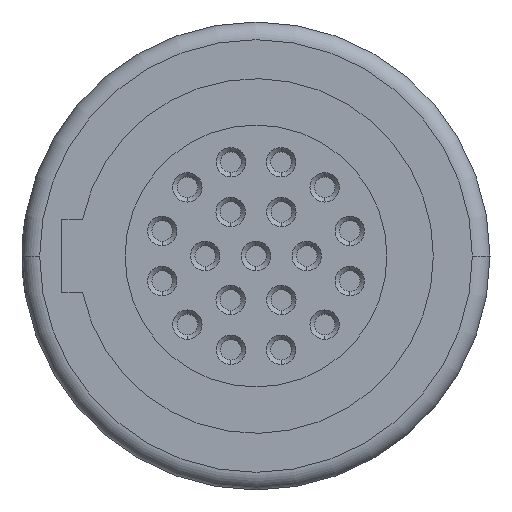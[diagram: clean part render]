
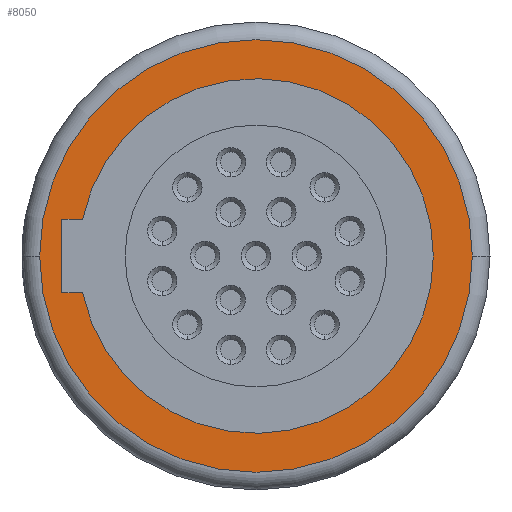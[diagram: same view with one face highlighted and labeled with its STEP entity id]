
A CAD part, left-side view. The second image highlights one B-rep face of the part: STEP entity #8050.
In plain terms, the highlighted planar face has unit normal (-1, 0, 0).
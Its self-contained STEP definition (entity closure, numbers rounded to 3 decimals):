
#87=CARTESIAN_POINT('',(-13.,0.,0.));
#88=DIRECTION('',(1.,0.,0.));
#89=DIRECTION('',(0.,0.978,0.207));
#90=AXIS2_PLACEMENT_3D('',#87,#88,#89);
#117=CARTESIAN_POINT('',(-13.,0.,0.));
#118=DIRECTION('',(-1.,0.,0.));
#119=DIRECTION('',(0.,-1.,0.));
#120=AXIS2_PLACEMENT_3D('',#117,#118,#119);
#125=CARTESIAN_POINT('',(-13.,0.,0.));
#126=DIRECTION('',(-1.,0.,0.));
#127=DIRECTION('',(0.,1.,0.));
#128=AXIS2_PLACEMENT_3D('',#125,#126,#127);
#133=DIRECTION('',(0.,1.,0.));
#134=VECTOR('',#133,0.706);
#135=CARTESIAN_POINT('',(-13.,5.894,-1.25));
#136=LINE('',#135,#134);
#140=DIRECTION('',(0.,-1.,0.));
#141=VECTOR('',#140,0.706);
#142=CARTESIAN_POINT('',(-13.,6.6,1.25));
#143=LINE('',#142,#141);
#147=DIRECTION('',(0.,0.,1.));
#148=VECTOR('',#147,2.5);
#149=CARTESIAN_POINT('',(-13.,6.6,-1.25));
#150=LINE('',#149,#148);
#7035=CARTESIAN_POINT('',(-13.,6.6,-1.25));
#7036=VERTEX_POINT('',#7035);
#7037=CARTESIAN_POINT('',(-13.,6.6,1.25));
#7038=VERTEX_POINT('',#7037);
#7909=CARTESIAN_POINT('',(-13.,-7.35,0.));
#7910=CARTESIAN_POINT('',(-13.,7.35,0.));
#7911=VERTEX_POINT('',#7909);
#7912=VERTEX_POINT('',#7910);
#7977=CARTESIAN_POINT('',(-13.,5.894,-1.25));
#7978=VERTEX_POINT('',#7977);
#7979=CARTESIAN_POINT('',(-13.,5.894,1.25));
#7980=VERTEX_POINT('',#7979);
#8030=CARTESIAN_POINT('',(-13.,0.,0.));
#8031=DIRECTION('',(1.,0.,0.));
#8032=DIRECTION('',(0.,-1.,0.));
#8033=AXIS2_PLACEMENT_3D('',#8030,#8031,#8032);
#8034=PLANE('',#8033);
#8036=ORIENTED_EDGE('',*,*,#8035,.F.);
#8038=ORIENTED_EDGE('',*,*,#8037,.F.);
#8039=EDGE_LOOP('',(#8036,#8038));
#8040=FACE_OUTER_BOUND('',#8039,.F.);
#8042=ORIENTED_EDGE('',*,*,#8041,.F.);
#8043=ORIENTED_EDGE('',*,*,#8020,.F.);
#8045=ORIENTED_EDGE('',*,*,#8044,.F.);
#8047=ORIENTED_EDGE('',*,*,#8046,.F.);
#8048=EDGE_LOOP('',(#8042,#8043,#8045,#8047));
#8049=FACE_BOUND('',#8048,.F.);
#91=CIRCLE('',#90,6.025);
#121=CIRCLE('',#120,7.35);
#129=CIRCLE('',#128,7.35);
#8020=EDGE_CURVE('',#7980,#7978,#91,.T.);
#8035=EDGE_CURVE('',#7911,#7912,#121,.T.);
#8037=EDGE_CURVE('',#7912,#7911,#129,.T.);
#8041=EDGE_CURVE('',#7978,#7036,#136,.T.);
#8044=EDGE_CURVE('',#7038,#7980,#143,.T.);
#8046=EDGE_CURVE('',#7036,#7038,#150,.T.);
#8050=ADVANCED_FACE('',(#8040,#8049),#8034,.F.);
